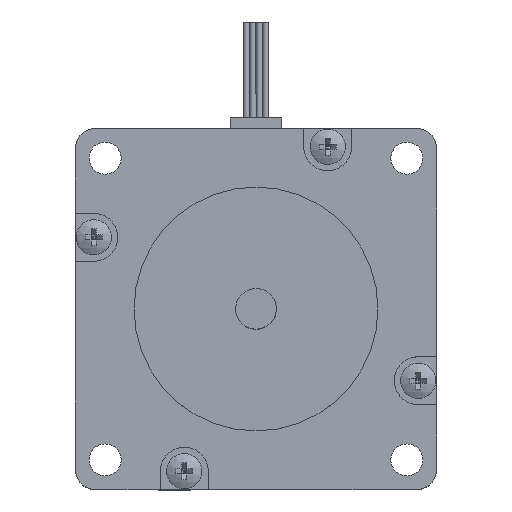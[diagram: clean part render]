
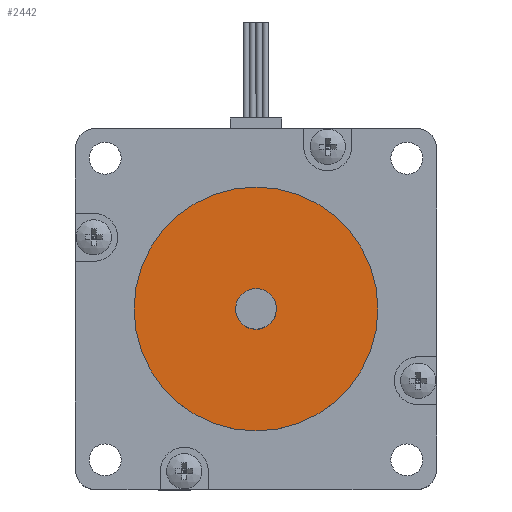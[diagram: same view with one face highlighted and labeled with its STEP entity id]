
A CAD part, top view. The second image highlights one B-rep face of the part: STEP entity #2442.
In plain terms, the highlighted planar face has unit normal (0, 0, 1).
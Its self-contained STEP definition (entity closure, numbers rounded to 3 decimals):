
#2419=CARTESIAN_POINT('',(19.05,0.,12.6));
#2420=VERTEX_POINT('',#2419);
#2421=CARTESIAN_POINT('',(0.0,0.0,12.6));
#2422=DIRECTION('',(0.0,0.0,-1.0));
#2423=DIRECTION('',(-1.0,0.0,0.0));
#2424=AXIS2_PLACEMENT_3D('',#2421,#2422,#2423);
#2425=CIRCLE('',#2424,19.05);
#2426=EDGE_CURVE('',#2420,#2420,#2425,.T.);
#2434=CARTESIAN_POINT('',(0.0,0.0,12.6));
#2435=DIRECTION('',(0.0,0.0,-1.0));
#2436=DIRECTION('',(-1.0,0.0,0.0));
#2437=AXIS2_PLACEMENT_3D('',#2434,#2435,#2436);
#2438=PLANE('',#2437);
#2439=ORIENTED_EDGE('',*,*,#2426,.F.);
#2440=EDGE_LOOP('',(#2439));
#2441=FACE_OUTER_BOUND('',#2440,.T.);
#2442=ADVANCED_FACE('',(#2441),#2438,.F.);
